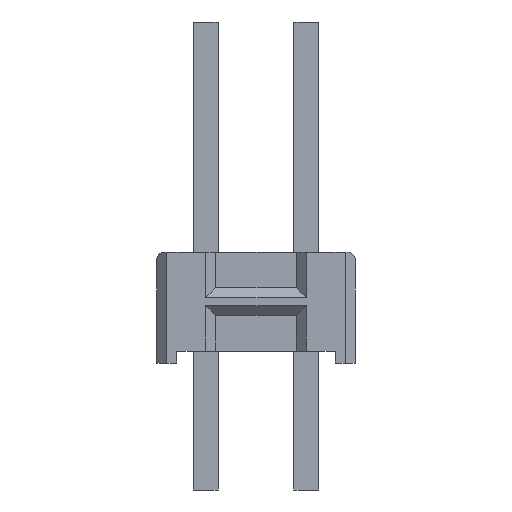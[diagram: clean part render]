
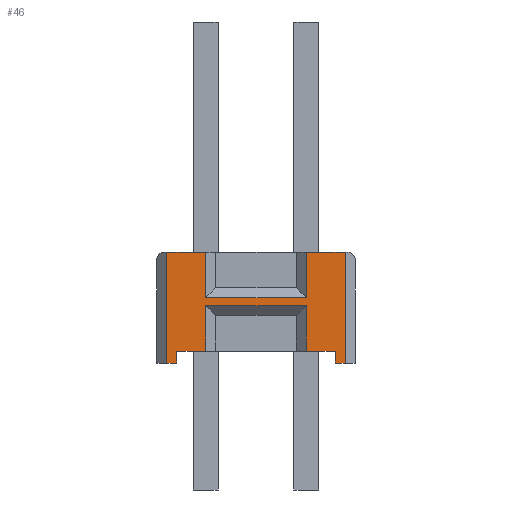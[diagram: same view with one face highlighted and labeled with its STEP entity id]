
A CAD part, left-side view. The second image highlights one B-rep face of the part: STEP entity #46.
In plain terms, the highlighted planar face has unit normal (-1, 0, 0).
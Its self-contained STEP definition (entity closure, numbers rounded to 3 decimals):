
#46=ADVANCED_FACE('',(#519),#520,.F.);
#519=FACE_OUTER_BOUND('',#1527,.T.);
#520=PLANE('',#1528);
#1527=EDGE_LOOP('',(#2535,#2536,#2537,#2538,#2539,#2540,#2541,#2542,#2543,#2544,#2545,#2546,#2547,#2548,#2549,#2550));
#1528=AXIS2_PLACEMENT_3D('',#2551,#2552,#2553);
#2535=ORIENTED_EDGE('',*,*,#6387,.F.);
#2536=ORIENTED_EDGE('',*,*,#6388,.F.);
#2537=ORIENTED_EDGE('',*,*,#6389,.F.);
#2538=ORIENTED_EDGE('',*,*,#6390,.F.);
#2539=ORIENTED_EDGE('',*,*,#6391,.T.);
#2540=ORIENTED_EDGE('',*,*,#6392,.T.);
#2541=ORIENTED_EDGE('',*,*,#6393,.F.);
#2542=ORIENTED_EDGE('',*,*,#6394,.F.);
#2543=ORIENTED_EDGE('',*,*,#6395,.F.);
#2544=ORIENTED_EDGE('',*,*,#6396,.F.);
#2545=ORIENTED_EDGE('',*,*,#6397,.F.);
#2546=ORIENTED_EDGE('',*,*,#6398,.T.);
#2547=ORIENTED_EDGE('',*,*,#6399,.F.);
#2548=ORIENTED_EDGE('',*,*,#6400,.F.);
#2549=ORIENTED_EDGE('',*,*,#6401,.F.);
#2550=ORIENTED_EDGE('',*,*,#6402,.T.);
#2551=CARTESIAN_POINT('',(-20.32,0.0,0.0));
#2552=DIRECTION('',(1.0,0.0,0.0));
#2553=DIRECTION('',(0.0,1.0,0.0));
#6387=EDGE_CURVE('',#7605,#7606,#7607,.T.);
#6388=EDGE_CURVE('',#7608,#7605,#7609,.T.);
#6389=EDGE_CURVE('',#7610,#7608,#7611,.T.);
#6390=EDGE_CURVE('',#7612,#7610,#7613,.T.);
#6391=EDGE_CURVE('',#7612,#7614,#7615,.T.);
#6392=EDGE_CURVE('',#7614,#7616,#7617,.T.);
#6393=EDGE_CURVE('',#7618,#7616,#7619,.T.);
#6394=EDGE_CURVE('',#7620,#7618,#7621,.T.);
#6395=EDGE_CURVE('',#7622,#7620,#7623,.T.);
#6396=EDGE_CURVE('',#7624,#7622,#7625,.T.);
#6397=EDGE_CURVE('',#7626,#7624,#7627,.T.);
#6398=EDGE_CURVE('',#7626,#7628,#7629,.T.);
#6399=EDGE_CURVE('',#7630,#7628,#7631,.T.);
#6400=EDGE_CURVE('',#7632,#7630,#7633,.T.);
#6401=EDGE_CURVE('',#7634,#7632,#7635,.T.);
#6402=EDGE_CURVE('',#7634,#7606,#7636,.T.);
#7605=VERTEX_POINT('',#9635);
#7606=VERTEX_POINT('',#9636);
#7607=LINE('',#9637,#9638);
#7608=VERTEX_POINT('',#9639);
#7609=LINE('',#9640,#9641);
#7610=VERTEX_POINT('',#9642);
#7611=LINE('',#9643,#9644);
#7612=VERTEX_POINT('',#9645);
#7613=LINE('',#9646,#9647);
#7614=VERTEX_POINT('',#9648);
#7615=LINE('',#9649,#9650);
#7616=VERTEX_POINT('',#9651);
#7617=LINE('',#9652,#9653);
#7618=VERTEX_POINT('',#9654);
#7619=LINE('',#9655,#9656);
#7620=VERTEX_POINT('',#9657);
#7621=LINE('',#9658,#9659);
#7622=VERTEX_POINT('',#9660);
#7623=LINE('',#9661,#9662);
#7624=VERTEX_POINT('',#9663);
#7625=LINE('',#9664,#9665);
#7626=VERTEX_POINT('',#9666);
#7627=LINE('',#9667,#9668);
#7628=VERTEX_POINT('',#9669);
#7629=LINE('',#9670,#9671);
#7630=VERTEX_POINT('',#9672);
#7631=LINE('',#9673,#9674);
#7632=VERTEX_POINT('',#9675);
#7633=LINE('',#9676,#9677);
#7634=VERTEX_POINT('',#9678);
#7635=LINE('',#9679,#9680);
#7636=LINE('',#9681,#9682);
#9635=CARTESIAN_POINT('',(-20.32,2.0,-2.8));
#9636=CARTESIAN_POINT('',(-20.32,2.25,-2.8));
#9637=CARTESIAN_POINT('',(-20.32,2.0,-2.8));
#9638=VECTOR('',#13139,0.25);
#9639=CARTESIAN_POINT('',(-20.32,2.0,-2.5));
#9640=CARTESIAN_POINT('',(-20.32,2.0,-2.5));
#9641=VECTOR('',#13140,0.3);
#9642=CARTESIAN_POINT('',(-20.32,1.27,-2.5));
#9643=CARTESIAN_POINT('',(-20.32,1.27,-2.5));
#9644=VECTOR('',#13141,0.73);
#9645=CARTESIAN_POINT('',(-20.32,1.27,-1.35));
#9646=CARTESIAN_POINT('',(-20.32,1.27,-1.35));
#9647=VECTOR('',#13142,1.15);
#9648=CARTESIAN_POINT('',(-20.32,-1.27,-1.35));
#9649=CARTESIAN_POINT('',(-20.32,1.27,-1.35));
#9650=VECTOR('',#13143,2.54);
#9651=CARTESIAN_POINT('',(-20.32,-1.27,-2.5));
#9652=CARTESIAN_POINT('',(-20.32,-1.27,-1.35));
#9653=VECTOR('',#13144,1.15);
#9654=CARTESIAN_POINT('',(-20.32,-2.0,-2.5));
#9655=CARTESIAN_POINT('',(-20.32,-2.0,-2.5));
#9656=VECTOR('',#13145,0.73);
#9657=CARTESIAN_POINT('',(-20.32,-2.0,-2.8));
#9658=CARTESIAN_POINT('',(-20.32,-2.0,-2.8));
#9659=VECTOR('',#13146,0.3);
#9660=CARTESIAN_POINT('',(-20.32,-2.25,-2.8));
#9661=CARTESIAN_POINT('',(-20.32,-2.25,-2.8));
#9662=VECTOR('',#13147,0.25);
#9663=CARTESIAN_POINT('',(-20.32,-2.25,0.0));
#9664=CARTESIAN_POINT('',(-20.32,-2.25,0.0));
#9665=VECTOR('',#13148,2.8);
#9666=CARTESIAN_POINT('',(-20.32,-1.27,0.0));
#9667=CARTESIAN_POINT('',(-20.32,-1.27,0.0));
#9668=VECTOR('',#13149,0.98);
#9669=CARTESIAN_POINT('',(-20.32,-1.27,-1.15));
#9670=CARTESIAN_POINT('',(-20.32,-1.27,0.0));
#9671=VECTOR('',#13150,1.15);
#9672=CARTESIAN_POINT('',(-20.32,1.27,-1.15));
#9673=CARTESIAN_POINT('',(-20.32,1.27,-1.15));
#9674=VECTOR('',#13151,2.54);
#9675=CARTESIAN_POINT('',(-20.32,1.27,0.0));
#9676=CARTESIAN_POINT('',(-20.32,1.27,0.0));
#9677=VECTOR('',#13152,1.15);
#9678=CARTESIAN_POINT('',(-20.32,2.25,0.0));
#9679=CARTESIAN_POINT('',(-20.32,2.25,0.0));
#9680=VECTOR('',#13153,0.98);
#9681=CARTESIAN_POINT('',(-20.32,2.25,0.0));
#9682=VECTOR('',#13154,2.8);
#13139=DIRECTION('',(0.0,1.0,0.0));
#13140=DIRECTION('',(0.0,0.0,-1.0));
#13141=DIRECTION('',(0.0,1.0,0.0));
#13142=DIRECTION('',(0.0,0.0,-1.0));
#13143=DIRECTION('',(0.0,-1.0,0.0));
#13144=DIRECTION('',(0.0,0.0,-1.0));
#13145=DIRECTION('',(0.0,1.0,0.0));
#13146=DIRECTION('',(0.0,0.0,1.0));
#13147=DIRECTION('',(0.0,1.0,0.0));
#13148=DIRECTION('',(0.0,0.0,-1.0));
#13149=DIRECTION('',(0.0,-1.0,0.0));
#13150=DIRECTION('',(0.0,0.0,-1.0));
#13151=DIRECTION('',(0.0,-1.0,0.0));
#13152=DIRECTION('',(0.0,0.0,-1.0));
#13153=DIRECTION('',(0.0,-1.0,0.0));
#13154=DIRECTION('',(0.0,0.0,-1.0));
